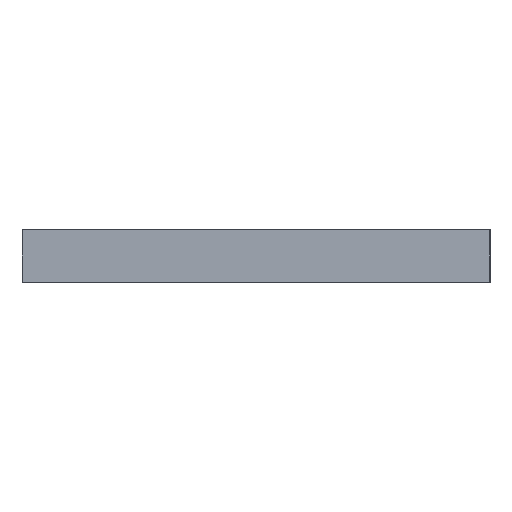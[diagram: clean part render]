
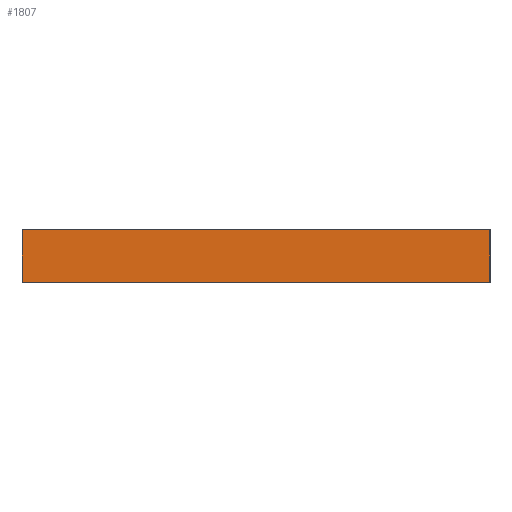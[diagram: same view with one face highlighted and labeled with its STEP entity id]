
A CAD part, left-side view. The second image highlights one B-rep face of the part: STEP entity #1807.
In plain terms, the highlighted planar face has unit normal (-1, 0, 0).
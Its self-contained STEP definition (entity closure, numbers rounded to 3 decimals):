
#256=ORIENTED_EDGE('',*,*,#757,.F.);
#257=ORIENTED_EDGE('',*,*,#756,.F.);
#258=ORIENTED_EDGE('',*,*,#758,.T.);
#259=ORIENTED_EDGE('',*,*,#759,.T.);
#756=EDGE_CURVE('',#1012,#1011,#1205,.T.);
#757=EDGE_CURVE('',#1011,#1013,#1206,.T.);
#758=EDGE_CURVE('',#1012,#1014,#1207,.T.);
#759=EDGE_CURVE('',#1014,#1013,#1208,.T.);
#1011=VERTEX_POINT('',#3022);
#1012=VERTEX_POINT('',#3024);
#1013=VERTEX_POINT('',#3028);
#1014=VERTEX_POINT('',#3030);
#1205=LINE('',#3025,#1350);
#1206=LINE('',#3027,#1351);
#1207=LINE('',#3029,#1352);
#1208=LINE('',#3031,#1353);
#1350=VECTOR('',#2674,1000.);
#1351=VECTOR('',#2677,1000.);
#1352=VECTOR('',#2678,1000.);
#1353=VECTOR('',#2679,1000.);
#1471=EDGE_LOOP('',(#256,#257,#258,#259));
#1592=FACE_BOUND('',#1471,.T.);
#1713=PLANE('',#2514);
#1807=ADVANCED_FACE('',(#1592),#1713,.T.);
#2514=AXIS2_PLACEMENT_3D('',#3026,#2675,#2676);
#2674=DIRECTION('',(0.,1.,0.));
#2675=DIRECTION('',(-1.,0.,0.));
#2676=DIRECTION('',(0.,0.,1.));
#2677=DIRECTION('',(0.,0.,1.));
#2678=DIRECTION('',(0.,0.,1.));
#2679=DIRECTION('',(0.,1.,0.));
#3022=CARTESIAN_POINT('',(-3.15,1.55,0.));
#3024=CARTESIAN_POINT('',(-3.15,-1.55,0.));
#3025=CARTESIAN_POINT('',(-3.15,-1.55,0.));
#3026=CARTESIAN_POINT('',(-3.15,-1.55,0.));
#3027=CARTESIAN_POINT('',(-3.15,1.55,0.));
#3028=CARTESIAN_POINT('',(-3.15,1.55,0.35));
#3029=CARTESIAN_POINT('',(-3.15,-1.55,0.));
#3030=CARTESIAN_POINT('',(-3.15,-1.55,0.35));
#3031=CARTESIAN_POINT('',(-3.15,-1.55,0.35));
